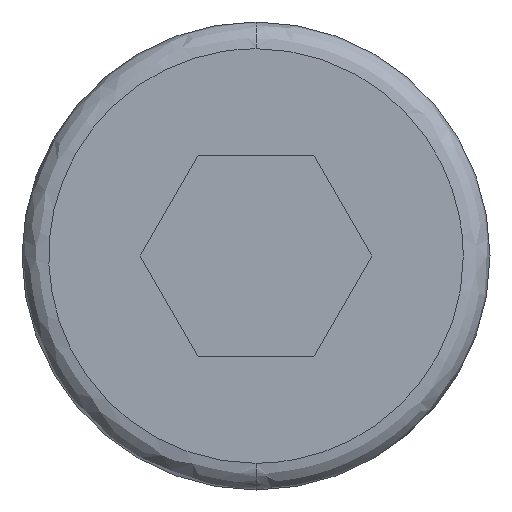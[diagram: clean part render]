
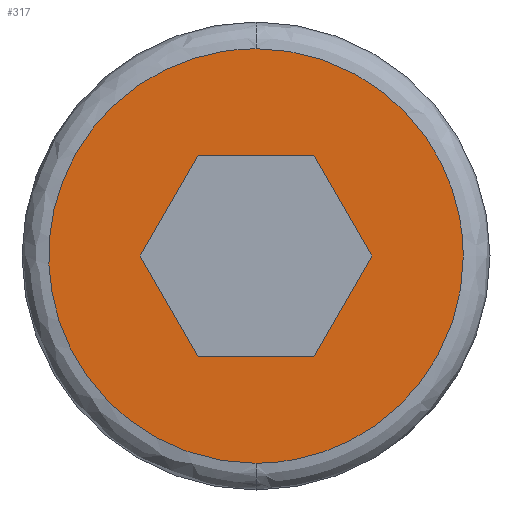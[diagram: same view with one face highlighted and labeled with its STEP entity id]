
A CAD part, front view. The second image highlights one B-rep face of the part: STEP entity #317.
In plain terms, the highlighted planar face has unit normal (0, -1, 0).
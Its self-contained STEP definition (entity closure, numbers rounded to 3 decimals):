
#4 = CARTESIAN_POINT ( 'NONE',  ( 0., -4., 3.1 ) ) ;
#7 = FACE_OUTER_BOUND ( 'NONE', #371, .T. ) ;
#16 = EDGE_CURVE ( 'NONE', #766, #288, #698, .T. ) ;
#35 = CARTESIAN_POINT ( 'NONE',  ( -0.866, -4., 1.5 ) ) ;
#44 = DIRECTION ( 'NONE',  ( 0.5, 0., -0.866 ) ) ;
#45 = DIRECTION ( 'NONE',  ( 0., 0., -1. ) ) ;
#49 = EDGE_CURVE ( 'NONE', #692, #396, #206, .T. ) ;
#56 = CARTESIAN_POINT ( 'NONE',  ( 0., -4., 3.1 ) ) ;
#60 = ORIENTED_EDGE ( 'NONE', *, *, #649, .F. ) ;
#62 = CARTESIAN_POINT ( 'NONE',  ( 0.433, -4., -1.5 ) ) ;
#65 = VECTOR ( 'NONE', #732, 1000. ) ;
#94 = VECTOR ( 'NONE', #753, 1000. ) ;
#96 = ORIENTED_EDGE ( 'NONE', *, *, #567, .T. ) ;
#110 = CARTESIAN_POINT ( 'NONE',  ( 3.1, -4., 1.816 ) ) ;
#113 = ORIENTED_EDGE ( 'NONE', *, *, #16, .T. ) ;
#117 =( BOUNDED_CURVE ( )  B_SPLINE_CURVE ( 3, ( #657, #245, #368, #123, #543, #480, #4 ),
 .UNSPECIFIED., .F., .T. ) 
 B_SPLINE_CURVE_WITH_KNOTS ( ( 4, 3, 4 ),
 ( 0.333, 0.667, 1. ),
 .UNSPECIFIED. ) 
 CURVE ( )  GEOMETRIC_REPRESENTATION_ITEM ( )  RATIONAL_B_SPLINE_CURVE ( ( 1., 0.805, 0.805, 1., 0.805, 0.805, 1. ) ) 
 REPRESENTATION_ITEM ( '' )  );
#123 = CARTESIAN_POINT ( 'NONE',  ( -3.1, -4., 0. ) ) ;
#162 = DIRECTION ( 'NONE',  ( 0., -1., 0. ) ) ;
#169 = CARTESIAN_POINT ( 'NONE',  ( 1.816, -4., 3.1 ) ) ;
#206 = LINE ( 'NONE', #549, #331 ) ;
#209 = EDGE_CURVE ( 'NONE', #396, #417, #708, .T. ) ;
#233 = EDGE_CURVE ( 'NONE', #417, #293, #501, .T. ) ;
#243 = ORIENTED_EDGE ( 'NONE', *, *, #496, .F. ) ;
#244 = DIRECTION ( 'NONE',  ( -1., 0., 0. ) ) ;
#245 = CARTESIAN_POINT ( 'NONE',  ( -1.816, -4., -3.1 ) ) ;
#259 = CARTESIAN_POINT ( 'NONE',  ( 3.1, -4., -1.816 ) ) ;
#269 = CARTESIAN_POINT ( 'NONE',  ( 1.299, -4., 0.75 ) ) ;
#288 = VERTEX_POINT ( 'NONE', #397 ) ;
#293 = VERTEX_POINT ( 'NONE', #518 ) ;
#299 = CARTESIAN_POINT ( 'NONE',  ( -1.299, -4., 0.75 ) ) ;
#314 =( BOUNDED_CURVE ( )  B_SPLINE_CURVE ( 3, ( #616, #259, #728, #730 ),
 .UNSPECIFIED., .F., .F. ) 
 B_SPLINE_CURVE_WITH_KNOTS ( ( 4, 4 ),
 ( 0., 0.333 ),
 .UNSPECIFIED. ) 
 CURVE ( )  GEOMETRIC_REPRESENTATION_ITEM ( )  RATIONAL_B_SPLINE_CURVE ( ( 1., 0.805, 0.805, 1. ) ) 
 REPRESENTATION_ITEM ( '' )  );
#317 = ADVANCED_FACE ( 'NONE', ( #385, #7 ), #340, .T. ) ;
#331 = VECTOR ( 'NONE', #610, 1000. ) ;
#333 = LINE ( 'NONE', #62, #632 ) ;
#339 = CARTESIAN_POINT ( 'NONE',  ( 1.732, -4., 0. ) ) ;
#340 = PLANE ( 'NONE',  #442 ) ;
#356 = CARTESIAN_POINT ( 'NONE',  ( 3.1, -4., 0. ) ) ;
#368 = CARTESIAN_POINT ( 'NONE',  ( -3.1, -4., -1.816 ) ) ;
#371 = EDGE_LOOP ( 'NONE', ( #243, #664, #60 ) ) ;
#385 = FACE_BOUND ( 'NONE', #454, .T. ) ;
#394 = VERTEX_POINT ( 'NONE', #356 ) ;
#396 = VERTEX_POINT ( 'NONE', #595 ) ;
#397 = CARTESIAN_POINT ( 'NONE',  ( -1.732, -4., 0. ) ) ;
#399 = CARTESIAN_POINT ( 'NONE',  ( -0.866, -4., -1.5 ) ) ;
#416 = CARTESIAN_POINT ( 'NONE',  ( 1.732, -4., 0. ) ) ;
#417 = VERTEX_POINT ( 'NONE', #416 ) ;
#442 = AXIS2_PLACEMENT_3D ( 'NONE', #755, #162, #45 ) ;
#453 = ORIENTED_EDGE ( 'NONE', *, *, #209, .T. ) ;
#454 = EDGE_LOOP ( 'NONE', ( #453, #524, #572, #113, #96, #670 ) ) ;
#456 =( BOUNDED_CURVE ( )  B_SPLINE_CURVE ( 3, ( #56, #169, #110, #591 ),
 .UNSPECIFIED., .F., .F. ) 
 B_SPLINE_CURVE_WITH_KNOTS ( ( 4, 4 ),
 ( 0., 1. ),
 .UNSPECIFIED. ) 
 CURVE ( )  GEOMETRIC_REPRESENTATION_ITEM ( )  RATIONAL_B_SPLINE_CURVE ( ( 1., 0.805, 0.805, 1. ) ) 
 REPRESENTATION_ITEM ( '' )  );
#480 = CARTESIAN_POINT ( 'NONE',  ( -1.816, -4., 3.1 ) ) ;
#496 = EDGE_CURVE ( 'NONE', #593, #394, #456, .T. ) ;
#501 = LINE ( 'NONE', #339, #94 ) ;
#504 = CARTESIAN_POINT ( 'NONE',  ( 0., -4., -3.1 ) ) ;
#518 = CARTESIAN_POINT ( 'NONE',  ( 0.866, -4., -1.5 ) ) ;
#524 = ORIENTED_EDGE ( 'NONE', *, *, #233, .T. ) ;
#536 = VECTOR ( 'NONE', #44, 1000. ) ;
#538 = EDGE_CURVE ( 'NONE', #760, #593, #117, .T. ) ;
#543 = CARTESIAN_POINT ( 'NONE',  ( -3.1, -4., 1.816 ) ) ;
#546 = CARTESIAN_POINT ( 'NONE',  ( 0., -4., 3.1 ) ) ;
#549 = CARTESIAN_POINT ( 'NONE',  ( 0., -4., 1.5 ) ) ;
#559 = VECTOR ( 'NONE', #602, 1000. ) ;
#567 = EDGE_CURVE ( 'NONE', #288, #692, #736, .T. ) ;
#572 = ORIENTED_EDGE ( 'NONE', *, *, #585, .T. ) ;
#585 = EDGE_CURVE ( 'NONE', #293, #766, #333, .T. ) ;
#591 = CARTESIAN_POINT ( 'NONE',  ( 3.1, -4., 0. ) ) ;
#593 = VERTEX_POINT ( 'NONE', #546 ) ;
#595 = CARTESIAN_POINT ( 'NONE',  ( 0.866, -4., 1.5 ) ) ;
#602 = DIRECTION ( 'NONE',  ( 0.5, 0., 0.866 ) ) ;
#610 = DIRECTION ( 'NONE',  ( 1., 0., 0. ) ) ;
#616 = CARTESIAN_POINT ( 'NONE',  ( 3.1, -4., 0. ) ) ;
#618 = CARTESIAN_POINT ( 'NONE',  ( -1.299, -4., -0.75 ) ) ;
#632 = VECTOR ( 'NONE', #244, 1000. ) ;
#649 = EDGE_CURVE ( 'NONE', #394, #760, #314, .T. ) ;
#657 = CARTESIAN_POINT ( 'NONE',  ( 0., -4., -3.1 ) ) ;
#664 = ORIENTED_EDGE ( 'NONE', *, *, #538, .F. ) ;
#670 = ORIENTED_EDGE ( 'NONE', *, *, #49, .T. ) ;
#692 = VERTEX_POINT ( 'NONE', #35 ) ;
#698 = LINE ( 'NONE', #618, #65 ) ;
#708 = LINE ( 'NONE', #269, #536 ) ;
#728 = CARTESIAN_POINT ( 'NONE',  ( 1.816, -4., -3.1 ) ) ;
#730 = CARTESIAN_POINT ( 'NONE',  ( 0., -4., -3.1 ) ) ;
#732 = DIRECTION ( 'NONE',  ( -0.5, 0., 0.866 ) ) ;
#736 = LINE ( 'NONE', #299, #559 ) ;
#753 = DIRECTION ( 'NONE',  ( -0.5, 0., -0.866 ) ) ;
#755 = CARTESIAN_POINT ( 'NONE',  ( 0., -4., 0. ) ) ;
#760 = VERTEX_POINT ( 'NONE', #504 ) ;
#766 = VERTEX_POINT ( 'NONE', #399 ) ;
